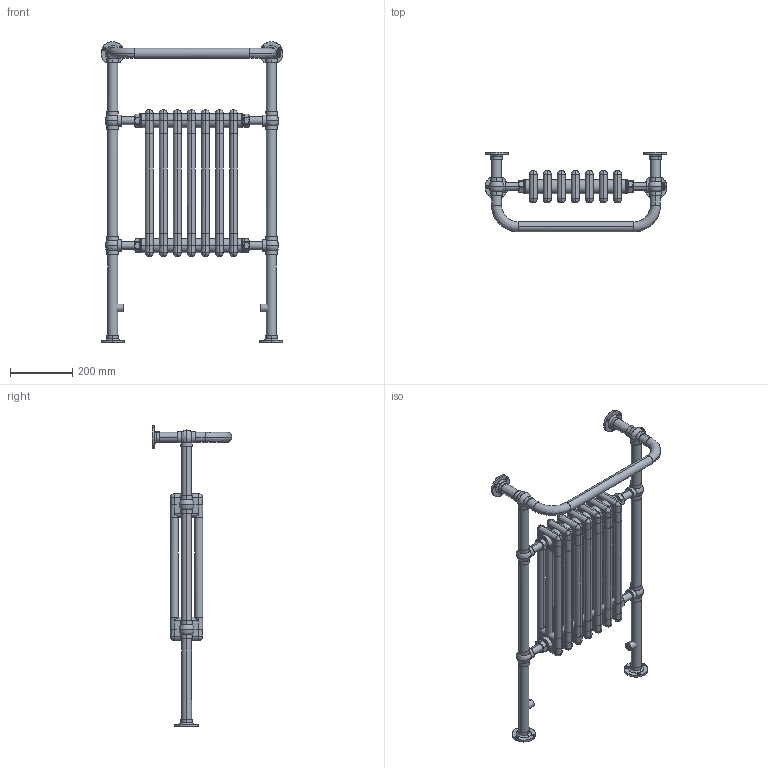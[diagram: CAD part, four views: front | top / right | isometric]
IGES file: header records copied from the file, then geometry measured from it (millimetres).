
Global section: file name: R1 CHR_igs.igs; native system: NX V12.0; preprocessor: SIEMENS PLM Software NX 12.0; date: 20230203.133717; units: millimetre
Bounding box: 583 x 255 x 962.95 mm (x, y, z)
Surface area: 3291704.3 mm2 (no closed solid volume)
Topology: 0 solids, 0 shells, 789 faces, 5611 edges, 5528 vertices
Faces by surface type: bspline 789
